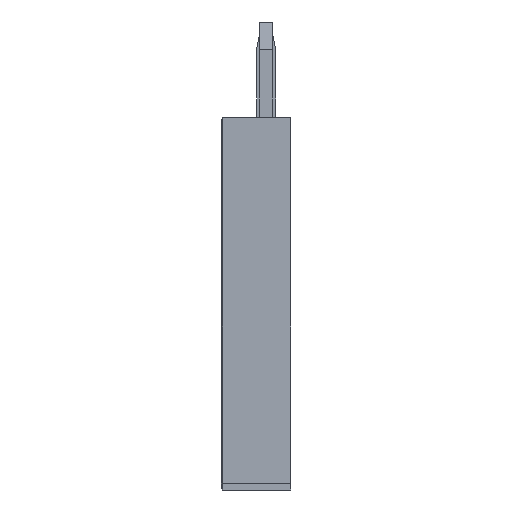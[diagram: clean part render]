
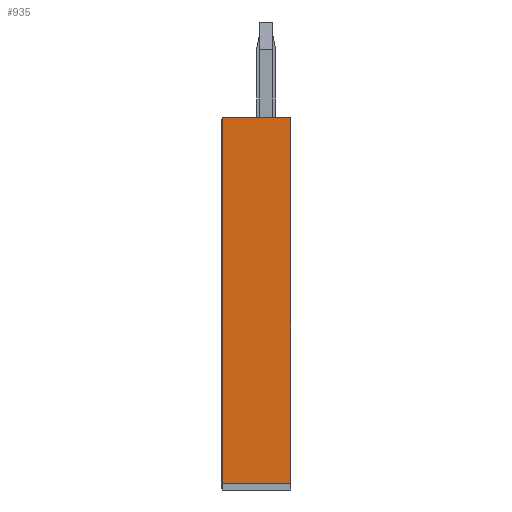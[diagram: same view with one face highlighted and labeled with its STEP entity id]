
A CAD part, left-side view. The second image highlights one B-rep face of the part: STEP entity #935.
In plain terms, the highlighted planar face has unit normal (-1, 0, 0).
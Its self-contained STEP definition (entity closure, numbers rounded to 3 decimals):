
#2 = DIRECTION ( 'NONE',  ( 0., 0., -1. ) ) ;
#59 = VERTEX_POINT ( 'NONE', #516 ) ;
#82 = CARTESIAN_POINT ( 'NONE',  ( -6.3, 0., 0. ) ) ;
#102 = VECTOR ( 'NONE', #262, 1000. ) ;
#120 = CARTESIAN_POINT ( 'NONE',  ( -6.3, 2.49, -13.35 ) ) ;
#179 = DIRECTION ( 'NONE',  ( 0., 0., 1. ) ) ;
#217 = PLANE ( 'NONE',  #1241 ) ;
#262 = DIRECTION ( 'NONE',  ( 0., -1., 0. ) ) ;
#516 = CARTESIAN_POINT ( 'NONE',  ( -6.3, 2.49, -13.35 ) ) ;
#600 = EDGE_LOOP ( 'NONE', ( #2798, #1121, #915, #2615 ) ) ;
#891 = CARTESIAN_POINT ( 'NONE',  ( -6.3, 0., -13.35 ) ) ;
#915 = ORIENTED_EDGE ( 'NONE', *, *, #1151, .T. ) ;
#935 = ADVANCED_FACE ( 'NONE', ( #1416 ), #217, .F. ) ;
#962 = VECTOR ( 'NONE', #1902, 1000. ) ;
#1023 = EDGE_CURVE ( 'NONE', #2151, #2709, #1651, .T. ) ;
#1029 = DIRECTION ( 'NONE',  ( 0., 0., -1. ) ) ;
#1121 = ORIENTED_EDGE ( 'NONE', *, *, #2535, .T. ) ;
#1130 = CARTESIAN_POINT ( 'NONE',  ( -6.3, 2.54, 0. ) ) ;
#1151 = EDGE_CURVE ( 'NONE', #59, #2673, #2769, .T. ) ;
#1165 = VECTOR ( 'NONE', #179, 1000. ) ;
#1241 = AXIS2_PLACEMENT_3D ( 'NONE', #1130, #2058, #2 ) ;
#1416 = FACE_OUTER_BOUND ( 'NONE', #600, .T. ) ;
#1651 = LINE ( 'NONE', #2629, #962 ) ;
#1902 = DIRECTION ( 'NONE',  ( 0., -1., 0. ) ) ;
#2028 = CARTESIAN_POINT ( 'NONE',  ( -6.3, 0., 0. ) ) ;
#2058 = DIRECTION ( 'NONE',  ( 1., 0., 0. ) ) ;
#2081 = CARTESIAN_POINT ( 'NONE',  ( -6.3, 2.54, -13.35 ) ) ;
#2151 = VERTEX_POINT ( 'NONE', #2472 ) ;
#2442 = LINE ( 'NONE', #2028, #1165 ) ;
#2472 = CARTESIAN_POINT ( 'NONE',  ( -6.3, 2.49, 0. ) ) ;
#2535 = EDGE_CURVE ( 'NONE', #2151, #59, #2841, .T. ) ;
#2568 = EDGE_CURVE ( 'NONE', #2673, #2709, #2442, .T. ) ;
#2615 = ORIENTED_EDGE ( 'NONE', *, *, #2568, .T. ) ;
#2629 = CARTESIAN_POINT ( 'NONE',  ( -6.3, 2.54, 0. ) ) ;
#2673 = VERTEX_POINT ( 'NONE', #891 ) ;
#2705 = VECTOR ( 'NONE', #1029, 1000. ) ;
#2709 = VERTEX_POINT ( 'NONE', #82 ) ;
#2769 = LINE ( 'NONE', #2081, #102 ) ;
#2798 = ORIENTED_EDGE ( 'NONE', *, *, #1023, .F. ) ;
#2841 = LINE ( 'NONE', #120, #2705 ) ;
